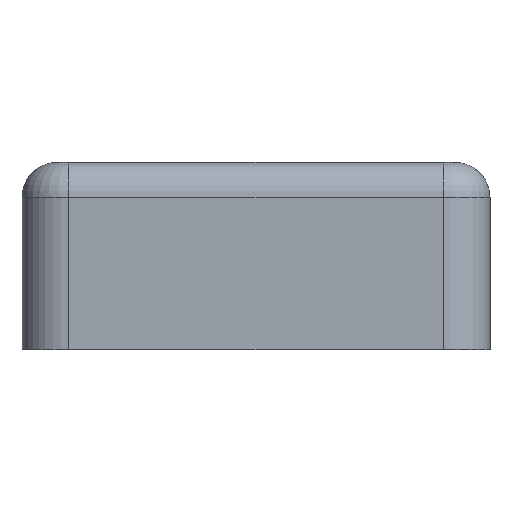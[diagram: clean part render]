
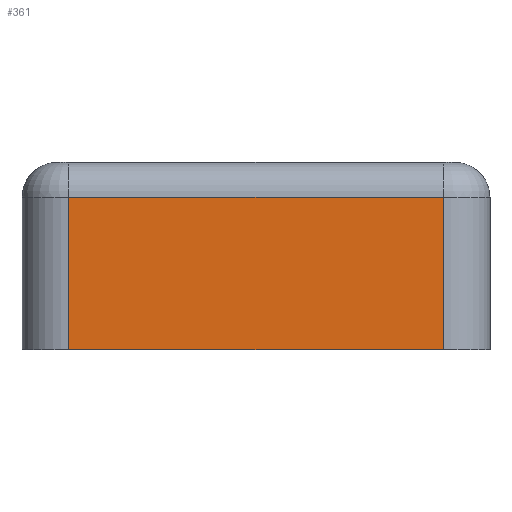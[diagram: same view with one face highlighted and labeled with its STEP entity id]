
A CAD part, front view. The second image highlights one B-rep face of the part: STEP entity #361.
In plain terms, the highlighted planar face has unit normal (0, -1, 0).
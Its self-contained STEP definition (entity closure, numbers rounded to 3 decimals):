
#361=ADVANCED_FACE('NONE',(#999),#1000,.F.);
#999=FACE_OUTER_BOUND('',#1905,.T.);
#1000=PLANE('',#1906);
#1905=EDGE_LOOP('',(#2991,#2992,#2993,#2994));
#1906=AXIS2_PLACEMENT_3D('',#2995,#2996,#2997);
#2991=ORIENTED_EDGE('',*,*,#5339,.T.);
#2992=ORIENTED_EDGE('',*,*,#5340,.T.);
#2993=ORIENTED_EDGE('',*,*,#5341,.T.);
#2994=ORIENTED_EDGE('',*,*,#5243,.T.);
#2995=CARTESIAN_POINT('',(-20.0,-40.0,16.0));
#2996=DIRECTION('',(0.,1.0,0.));
#2997=DIRECTION('',(1.0,0.0,0.));
#5243=EDGE_CURVE('NONE',#6221,#6219,#6222,.T.);
#5339=EDGE_CURVE('NONE',#6219,#6400,#6401,.T.);
#5340=EDGE_CURVE('NONE',#6400,#6402,#6403,.T.);
#5341=EDGE_CURVE('NONE',#6402,#6221,#6404,.T.);
#6219=VERTEX_POINT('NONE',#7502);
#6221=VERTEX_POINT('NONE',#7504);
#6222=LINE('',#7505,#7506);
#6400=VERTEX_POINT('NONE',#7719);
#6401=LINE('',#7720,#7721);
#6402=VERTEX_POINT('NONE',#7722);
#6403=LINE('',#7723,#7724);
#6404=LINE('',#7725,#7726);
#7502=CARTESIAN_POINT('',(16.0,-40.0,0.0));
#7504=CARTESIAN_POINT('',(-16.0,-40.0,0.0));
#7505=CARTESIAN_POINT('',(-20.0,-40.0,0.0));
#7506=VECTOR('',#8987,1000.0);
#7719=CARTESIAN_POINT('',(16.0,-40.0,13.0));
#7720=CARTESIAN_POINT('',(16.0,-40.0,16.0));
#7721=VECTOR('',#9194,1000.0);
#7722=CARTESIAN_POINT('',(-16.0,-40.0,13.0));
#7723=CARTESIAN_POINT('',(-20.0,-40.0,13.0));
#7724=VECTOR('',#9195,1000.0);
#7725=CARTESIAN_POINT('',(-16.0,-40.0,16.0));
#7726=VECTOR('',#9196,1000.0);
#8987=DIRECTION('',(1.0,0.,0.0));
#9194=DIRECTION('',(-0.0,-0.0,1.0));
#9195=DIRECTION('',(-1.0,0.,-0.0));
#9196=DIRECTION('',(0.0,0.0,-1.0));
